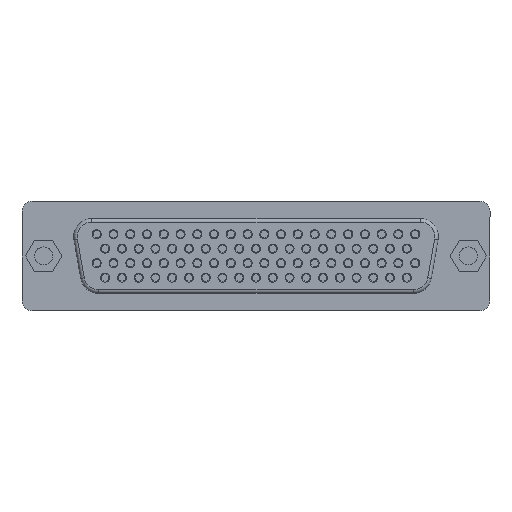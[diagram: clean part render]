
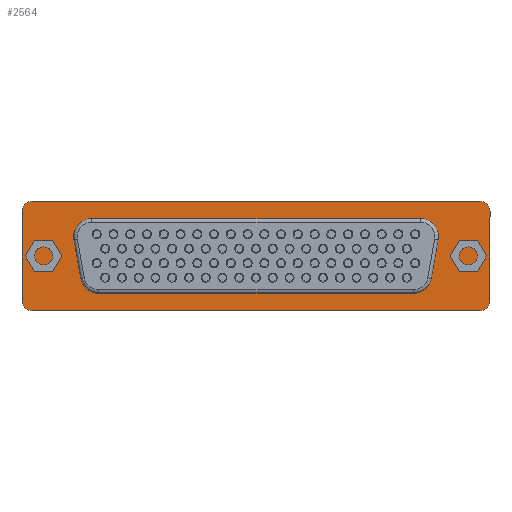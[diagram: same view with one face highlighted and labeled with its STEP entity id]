
A CAD part, top view. The second image highlights one B-rep face of the part: STEP entity #2564.
In plain terms, the highlighted planar face has unit normal (0, 0, 1).
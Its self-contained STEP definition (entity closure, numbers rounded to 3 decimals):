
#2309=CARTESIAN_POINT('',(-33.655,6.375,7.15));
#2310=VERTEX_POINT('',#2309);
#2317=CARTESIAN_POINT('',(-32.155,7.875,7.15));
#2318=VERTEX_POINT('',#2317);
#2319=CARTESIAN_POINT('',(-32.155,6.375,7.15));
#2320=DIRECTION('',(0.0,0.0,-1.0));
#2321=DIRECTION('',(-0.707,0.707,0.0));
#2322=AXIS2_PLACEMENT_3D('',#2319,#2320,#2321);
#2323=CIRCLE('',#2322,1.5);
#2324=EDGE_CURVE('',#2310,#2318,#2323,.T.);
#2348=CARTESIAN_POINT('',(-33.655,-6.375,7.15));
#2349=VERTEX_POINT('',#2348);
#2356=CARTESIAN_POINT('',(-33.655,-6.375,7.15));
#2357=DIRECTION('',(0.0,1.0,0.0));
#2358=VECTOR('',#2357,12.75);
#2359=LINE('',#2356,#2358);
#2360=EDGE_CURVE('',#2349,#2310,#2359,.T.);
#2380=CARTESIAN_POINT('',(-32.155,-7.875,7.15));
#2381=VERTEX_POINT('',#2380);
#2388=CARTESIAN_POINT('',(-32.155,-6.375,7.15));
#2389=DIRECTION('',(0.0,0.0,-1.0));
#2390=DIRECTION('',(-0.707,-0.707,0.0));
#2391=AXIS2_PLACEMENT_3D('',#2388,#2389,#2390);
#2392=CIRCLE('',#2391,1.5);
#2393=EDGE_CURVE('',#2381,#2349,#2392,.T.);
#2412=CARTESIAN_POINT('',(32.145,-7.875,7.15));
#2413=VERTEX_POINT('',#2412);
#2420=CARTESIAN_POINT('',(32.145,-7.875,7.15));
#2421=DIRECTION('',(-1.0,0.0,0.0));
#2422=VECTOR('',#2421,64.3);
#2423=LINE('',#2420,#2422);
#2424=EDGE_CURVE('',#2413,#2381,#2423,.T.);
#2444=CARTESIAN_POINT('',(33.645,-6.375,7.15));
#2445=VERTEX_POINT('',#2444);
#2452=CARTESIAN_POINT('',(32.145,-6.375,7.15));
#2453=DIRECTION('',(0.0,0.0,-1.0));
#2454=DIRECTION('',(0.707,-0.707,0.0));
#2455=AXIS2_PLACEMENT_3D('',#2452,#2453,#2454);
#2456=CIRCLE('',#2455,1.5);
#2457=EDGE_CURVE('',#2445,#2413,#2456,.T.);
#2476=CARTESIAN_POINT('',(33.645,6.375,7.15));
#2477=VERTEX_POINT('',#2476);
#2484=CARTESIAN_POINT('',(33.645,6.375,7.15));
#2485=DIRECTION('',(0.0,-1.0,0.0));
#2486=VECTOR('',#2485,12.75);
#2487=LINE('',#2484,#2486);
#2488=EDGE_CURVE('',#2477,#2445,#2487,.T.);
#2508=CARTESIAN_POINT('',(32.145,7.875,7.15));
#2509=VERTEX_POINT('',#2508);
#2516=CARTESIAN_POINT('',(32.145,6.375,7.15));
#2517=DIRECTION('',(0.0,0.0,-1.0));
#2518=DIRECTION('',(0.707,0.707,0.0));
#2519=AXIS2_PLACEMENT_3D('',#2516,#2517,#2518);
#2520=CIRCLE('',#2519,1.5);
#2521=EDGE_CURVE('',#2509,#2477,#2520,.T.);
#2539=CARTESIAN_POINT('',(-32.155,7.875,7.15));
#2540=DIRECTION('',(1.0,0.0,0.0));
#2541=VECTOR('',#2540,64.3);
#2542=LINE('',#2539,#2541);
#2543=EDGE_CURVE('',#2318,#2509,#2542,.T.);
#2549=CARTESIAN_POINT('',(-0.005,0.,7.15));
#2550=DIRECTION('',(0.0,0.0,1.0));
#2551=DIRECTION('',(1.0,0.0,0.0));
#2552=AXIS2_PLACEMENT_3D('',#2549,#2550,#2551);
#2553=PLANE('',#2552);
#2554=ORIENTED_EDGE('',*,*,#2543,.F.);
#2555=ORIENTED_EDGE('',*,*,#2324,.F.);
#2556=ORIENTED_EDGE('',*,*,#2360,.F.);
#2557=ORIENTED_EDGE('',*,*,#2393,.F.);
#2558=ORIENTED_EDGE('',*,*,#2424,.F.);
#2559=ORIENTED_EDGE('',*,*,#2457,.F.);
#2560=ORIENTED_EDGE('',*,*,#2488,.F.);
#2561=ORIENTED_EDGE('',*,*,#2521,.F.);
#2562=EDGE_LOOP('',(#2554,#2555,#2556,#2557,#2558,#2559,#2560,#2561));
#2563=FACE_OUTER_BOUND('',#2562,.T.);
#2564=ADVANCED_FACE('',(#2563),#2553,.T.);
